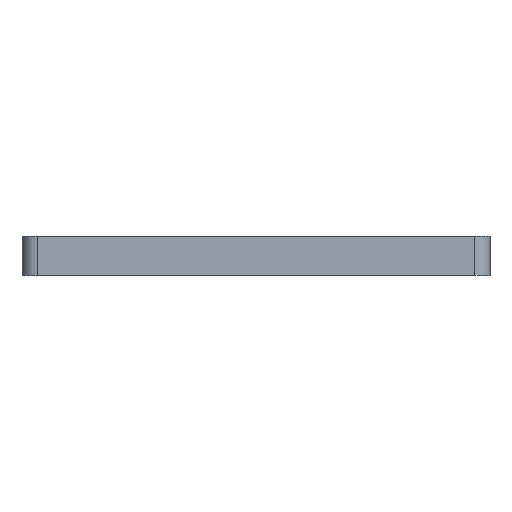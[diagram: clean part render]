
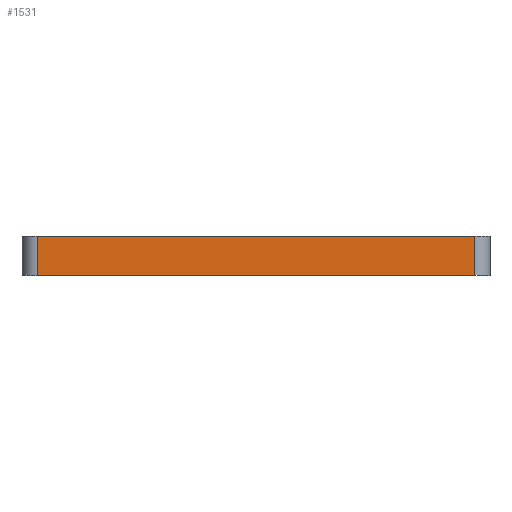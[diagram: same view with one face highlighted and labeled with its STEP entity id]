
A CAD part, left-side view. The second image highlights one B-rep face of the part: STEP entity #1531.
In plain terms, the highlighted planar face has unit normal (-1, 0, 0).
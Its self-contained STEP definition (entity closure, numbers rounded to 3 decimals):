
#33 = CARTESIAN_POINT ( 'NONE',  ( -60., 56., 10. ) ) ;
#105 = ORIENTED_EDGE ( 'NONE', *, *, #923, .F. ) ;
#136 = ORIENTED_EDGE ( 'NONE', *, *, #540, .F. ) ;
#175 = ORIENTED_EDGE ( 'NONE', *, *, #1171, .T. ) ;
#176 = CARTESIAN_POINT ( 'NONE',  ( -60., -56., 10. ) ) ;
#182 = DIRECTION ( 'NONE',  ( 0., -1., 0. ) ) ;
#282 = FACE_OUTER_BOUND ( 'NONE', #1097, .T. ) ;
#328 = CARTESIAN_POINT ( 'NONE',  ( -60., -56., 10. ) ) ;
#376 = LINE ( 'NONE', #940, #542 ) ;
#429 = VERTEX_POINT ( 'NONE', #643 ) ;
#451 = DIRECTION ( 'NONE',  ( 1., 0., 0. ) ) ;
#540 = EDGE_CURVE ( 'NONE', #1354, #429, #1237, .T. ) ;
#542 = VECTOR ( 'NONE', #1362, 1000. ) ;
#556 = AXIS2_PLACEMENT_3D ( 'NONE', #176, #451, #1259 ) ;
#569 = DIRECTION ( 'NONE',  ( 0., 0., -1. ) ) ;
#607 = CARTESIAN_POINT ( 'NONE',  ( -60., -56., 0. ) ) ;
#643 = CARTESIAN_POINT ( 'NONE',  ( -60., -56., 10. ) ) ;
#763 = VECTOR ( 'NONE', #1129, 1000. ) ;
#882 = VERTEX_POINT ( 'NONE', #1183 ) ;
#923 = EDGE_CURVE ( 'NONE', #429, #1063, #376, .T. ) ;
#940 = CARTESIAN_POINT ( 'NONE',  ( -60., -56., 10. ) ) ;
#1063 = VERTEX_POINT ( 'NONE', #1666 ) ;
#1096 = EDGE_CURVE ( 'NONE', #1354, #882, #1227, .T. ) ;
#1097 = EDGE_LOOP ( 'NONE', ( #175, #105, #136, #1432 ) ) ;
#1129 = DIRECTION ( 'NONE',  ( 0., -1., 0. ) ) ;
#1171 = EDGE_CURVE ( 'NONE', #882, #1063, #1416, .T. ) ;
#1183 = CARTESIAN_POINT ( 'NONE',  ( -60., 56., 0. ) ) ;
#1227 = LINE ( 'NONE', #33, #1368 ) ;
#1237 = LINE ( 'NONE', #328, #1293 ) ;
#1259 = DIRECTION ( 'NONE',  ( 0., 0., -1. ) ) ;
#1293 = VECTOR ( 'NONE', #182, 1000. ) ;
#1354 = VERTEX_POINT ( 'NONE', #1559 ) ;
#1362 = DIRECTION ( 'NONE',  ( 0., 0., -1. ) ) ;
#1368 = VECTOR ( 'NONE', #569, 1000. ) ;
#1416 = LINE ( 'NONE', #607, #763 ) ;
#1432 = ORIENTED_EDGE ( 'NONE', *, *, #1096, .T. ) ;
#1497 = PLANE ( 'NONE',  #556 ) ;
#1531 = ADVANCED_FACE ( 'NONE', ( #282 ), #1497, .F. ) ;
#1559 = CARTESIAN_POINT ( 'NONE',  ( -60., 56., 10. ) ) ;
#1666 = CARTESIAN_POINT ( 'NONE',  ( -60., -56., 0. ) ) ;
